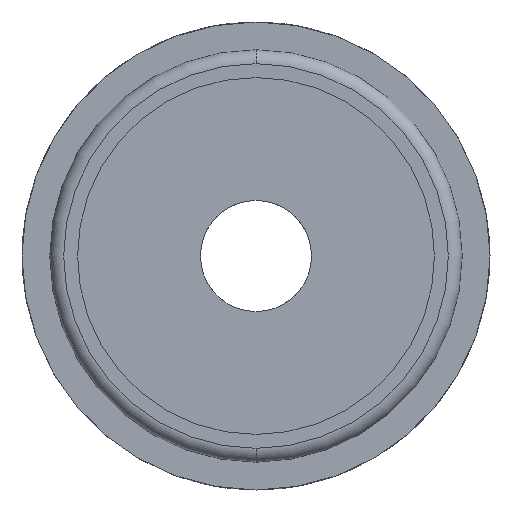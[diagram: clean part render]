
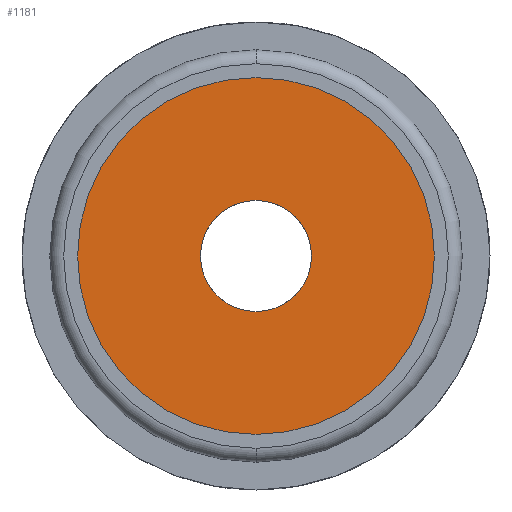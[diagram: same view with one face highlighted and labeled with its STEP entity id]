
A CAD part, front view. The second image highlights one B-rep face of the part: STEP entity #1181.
In plain terms, the highlighted planar face has unit normal (0, -1, 0).
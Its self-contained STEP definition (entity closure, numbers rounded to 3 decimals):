
#3 = ORIENTED_EDGE ( 'NONE', *, *, #359, .T. ) ;
#35 = CARTESIAN_POINT ( 'NONE',  ( 0., 30., 0. ) ) ;
#69 = DIRECTION ( 'NONE',  ( 0., 0., -1. ) ) ;
#118 = EDGE_CURVE ( 'NONE', #180, #230, #1297, .T. ) ;
#180 = VERTEX_POINT ( 'NONE', #551 ) ;
#201 = CIRCLE ( 'NONE', #766, 12.85 ) ;
#206 = CARTESIAN_POINT ( 'NONE',  ( 0., 30., 0. ) ) ;
#213 = CIRCLE ( 'NONE', #945, 12.85 ) ;
#228 = EDGE_CURVE ( 'NONE', #230, #180, #835, .T. ) ;
#230 = VERTEX_POINT ( 'NONE', #1246 ) ;
#332 = AXIS2_PLACEMENT_3D ( 'NONE', #206, #724, #1120 ) ;
#359 = EDGE_CURVE ( 'NONE', #1025, #1094, #201, .T. ) ;
#435 = DIRECTION ( 'NONE',  ( 0., 0., -1. ) ) ;
#477 = CARTESIAN_POINT ( 'NONE',  ( 0., 30., -12.85 ) ) ;
#511 = ORIENTED_EDGE ( 'NONE', *, *, #118, .F. ) ;
#535 = CARTESIAN_POINT ( 'NONE',  ( 0., 30., 0. ) ) ;
#551 = CARTESIAN_POINT ( 'NONE',  ( 0., 30., 4. ) ) ;
#557 = AXIS2_PLACEMENT_3D ( 'NONE', #35, #1052, #1262 ) ;
#578 = DIRECTION ( 'NONE',  ( 0., -1., 0. ) ) ;
#724 = DIRECTION ( 'NONE',  ( 0., -1., 0. ) ) ;
#766 = AXIS2_PLACEMENT_3D ( 'NONE', #1190, #578, #866 ) ;
#781 = ORIENTED_EDGE ( 'NONE', *, *, #228, .F. ) ;
#816 = EDGE_CURVE ( 'NONE', #1094, #1025, #213, .T. ) ;
#835 = CIRCLE ( 'NONE', #955, 4. ) ;
#855 = DIRECTION ( 'NONE',  ( 0., -1., 0. ) ) ;
#866 = DIRECTION ( 'NONE',  ( 0., 0., -1. ) ) ;
#884 = CARTESIAN_POINT ( 'NONE',  ( 0., 30., 0. ) ) ;
#902 = CARTESIAN_POINT ( 'NONE',  ( 0., 30., 12.85 ) ) ;
#945 = AXIS2_PLACEMENT_3D ( 'NONE', #884, #968, #69 ) ;
#955 = AXIS2_PLACEMENT_3D ( 'NONE', #535, #855, #435 ) ;
#968 = DIRECTION ( 'NONE',  ( 0., -1., 0. ) ) ;
#1025 = VERTEX_POINT ( 'NONE', #902 ) ;
#1048 = ORIENTED_EDGE ( 'NONE', *, *, #816, .T. ) ;
#1052 = DIRECTION ( 'NONE',  ( 0., -1., 0. ) ) ;
#1094 = VERTEX_POINT ( 'NONE', #477 ) ;
#1097 = PLANE ( 'NONE',  #332 ) ;
#1101 = EDGE_LOOP ( 'NONE', ( #1048, #3 ) ) ;
#1120 = DIRECTION ( 'NONE',  ( 0., 0., -1. ) ) ;
#1143 = EDGE_LOOP ( 'NONE', ( #781, #511 ) ) ;
#1181 = ADVANCED_FACE ( 'NONE', ( #1300, #1206 ), #1097, .T. ) ;
#1190 = CARTESIAN_POINT ( 'NONE',  ( 0., 30., 0. ) ) ;
#1206 = FACE_OUTER_BOUND ( 'NONE', #1101, .T. ) ;
#1246 = CARTESIAN_POINT ( 'NONE',  ( 0., 30., -4. ) ) ;
#1262 = DIRECTION ( 'NONE',  ( 0., 0., -1. ) ) ;
#1297 = CIRCLE ( 'NONE', #557, 4. ) ;
#1300 = FACE_BOUND ( 'NONE', #1143, .T. ) ;
